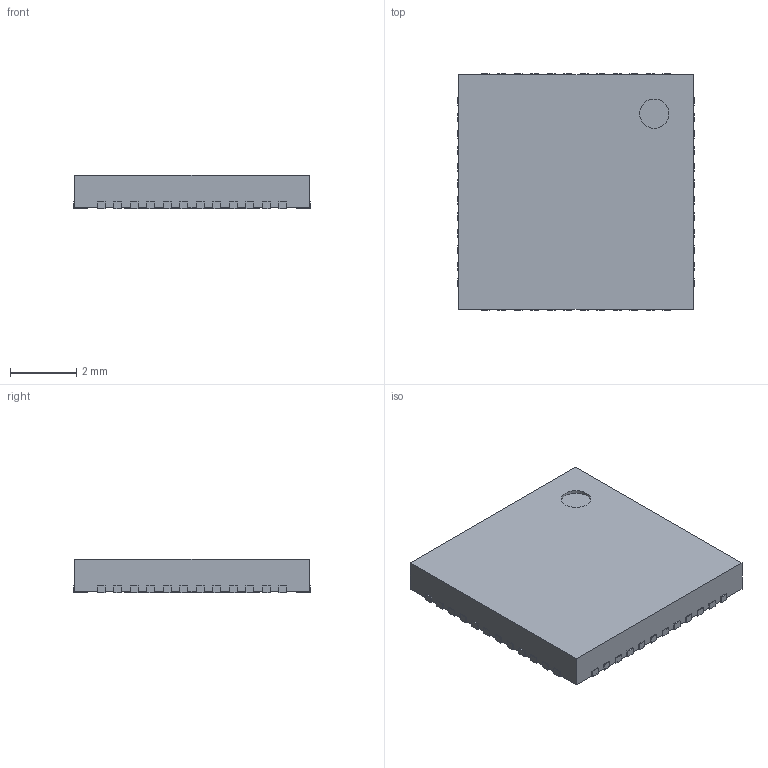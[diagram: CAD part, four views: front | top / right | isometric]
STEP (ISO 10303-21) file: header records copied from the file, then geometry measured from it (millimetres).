
FILE_DESCRIPTION(/* description */ ('STEP AP242','CAx-IF Rec.Pracs.---Representation and Presentation of Product Manufacturing Information (PMI)---4.0---2014-10-13','CAx-IF Rec.Pracs.---3D Tessellated Geometry---0.4---2014-09-14','2;1'),/* implementation_level */ '2;1');
FILE_NAME(/* name */ '68bf220fb0eb025f35f00434',/* time_stamp */ '2025-09-08T18:36:00Z',/* author */ (''),/* organization */ (''),/* preprocessor_version */ 'ST-DEVELOPER v20',/* originating_system */ 'ONSHAPE BY PTC INC, 1.203',/* authorisation */ ' ');
FILE_SCHEMA (('AP242_MANAGED_MODEL_BASED_3D_ENGINEERING_MIM_LF { 1 0 10303 442 1 1 4 }'));
Length unit declared in the file: metre
Products named in the file (50): SQFN-48
Bounding box: 7.16 x 7.16 x 1 mm (x, y, z)
Volume: 49.5 mm3; surface area: 178.9 mm2
Topology: 50 solids, 50 shells, 399 faces, 894 edges, 596 vertices
Faces by surface type: plane 398, cylinder 1
Full cylindrical faces by diameter (mm): 0.888 x1
Entity records: 12149 total; most frequent: CARTESIAN_POINT 1938, DIRECTION 1793, ORIENTED_EDGE 1786, EDGE_CURVE 893, LINE 891, VECTOR 891, VERTEX_POINT 596, AXIS2_PLACEMENT_3D 451
